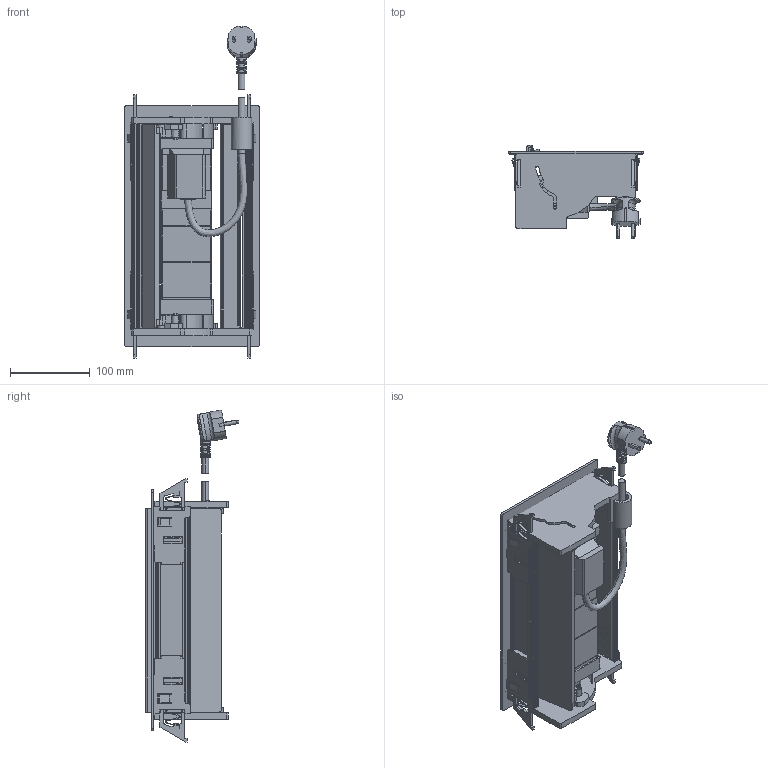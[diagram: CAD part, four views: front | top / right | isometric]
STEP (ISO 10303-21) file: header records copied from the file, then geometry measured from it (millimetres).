
FILE_DESCRIPTION(('CATIA V5 STEP Exchange','CAx-IF Rec.Pracs.--- Model Styling and Organization---1.5--- 2016-08-15','CAx-IF Rec.Pracs.---Supplemental Geometry---1.0---2011-11-01','CAx-IF Rec.Pracs.--- Composite Materials ---1.1---2010-07-15'),'2;1');
FILE_NAME('LG-654850_AllCATPart.stp','2023-04-28T07:00:12+00:00',('none'),('none'),'CATIA Version 5-6 Release 2020 SP3','CATIA V5 STEP AP214 v2','none');
FILE_SCHEMA(('AUTOMOTIVE_DESIGN { 1 0 10303 214 1 1 1 1 }'));
Products named in the file (1): LG-654850_AllCATPart
Bounding box: 170 x 117.76 x 417.49 mm (x, y, z)
Volume: 955115.3 mm3; surface area: 605062.4 mm2
Topology: 45 solids, 45 shells, 2115 faces, 5729 edges, 3731 vertices
Faces by surface type: plane 1331, cylinder 667, sphere 38, bspline 32, torus 26, extrusion 12, cone 7, revolution 2
Entity records: 66757 total; most frequent: CARTESIAN_POINT 15832, ORIENTED_EDGE 11382, DIRECTION 8846, EDGE_CURVE 5667, VECTOR 4075, LINE 4063, VERTEX_POINT 3715, AXIS2_PLACEMENT_3D 2982
